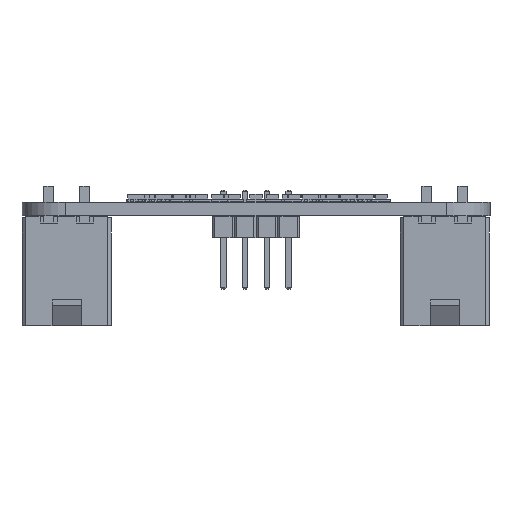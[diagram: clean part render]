
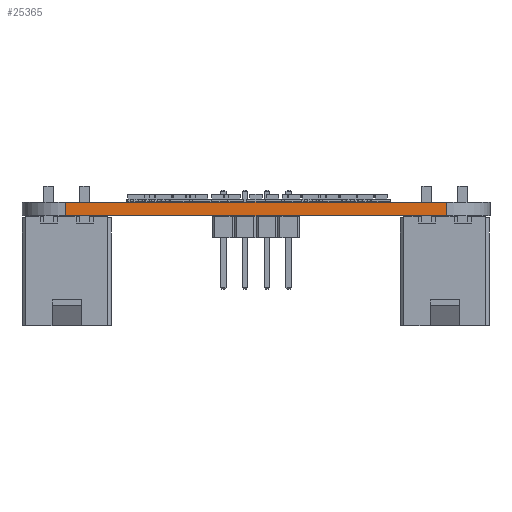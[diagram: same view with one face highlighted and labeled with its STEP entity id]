
A CAD part, front view. The second image highlights one B-rep face of the part: STEP entity #25365.
In plain terms, the highlighted planar face has unit normal (0, -1, 0).
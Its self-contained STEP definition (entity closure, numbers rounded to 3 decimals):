
#22800 = PLANE('',#22801);
#22801 = AXIS2_PLACEMENT_3D('',#22802,#22803,#22804);
#22802 = CARTESIAN_POINT('',(182.192,-123.02,1.6));
#22803 = DIRECTION('',(0.,0.,1.));
#22804 = DIRECTION('',(1.,0.,-0.));
#22855 = PLANE('',#22856);
#22856 = AXIS2_PLACEMENT_3D('',#22857,#22858,#22859);
#22857 = CARTESIAN_POINT('',(182.192,-123.02,0.));
#22858 = DIRECTION('',(0.,0.,1.));
#22859 = DIRECTION('',(1.,0.,-0.));
#22910 = CYLINDRICAL_SURFACE('',#22911,5.08);
#22911 = AXIS2_PLACEMENT_3D('',#22912,#22913,#22914);
#22912 = CARTESIAN_POINT('',(204.417,-133.83,0.));
#22913 = DIRECTION('',(-0.,-0.,-1.));
#22914 = DIRECTION('',(1.,0.,-0.));
#23192 = VERTEX_POINT('',#23193);
#23193 = CARTESIAN_POINT('',(159.967,-138.91,0.));
#23208 = CYLINDRICAL_SURFACE('',#23209,5.08);
#23209 = AXIS2_PLACEMENT_3D('',#23210,#23211,#23212);
#23210 = CARTESIAN_POINT('',(159.967,-133.83,0.));
#23211 = DIRECTION('',(-0.,-0.,-1.));
#23212 = DIRECTION('',(1.,0.,-0.));
#23220 = EDGE_CURVE('',#23221,#23192,#23223,.T.);
#23221 = VERTEX_POINT('',#23222);
#23222 = CARTESIAN_POINT('',(204.417,-138.91,0.));
#23223 = SURFACE_CURVE('',#23224,(#23228,#23235),.PCURVE_S1.);
#23224 = LINE('',#23225,#23226);
#23225 = CARTESIAN_POINT('',(204.417,-138.91,0.));
#23226 = VECTOR('',#23227,1.);
#23227 = DIRECTION('',(-1.,0.,0.));
#23228 = PCURVE('',#22855,#23229);
#23229 = DEFINITIONAL_REPRESENTATION('',(#23230),#23234);
#23230 = LINE('',#23231,#23232);
#23231 = CARTESIAN_POINT('',(22.225,-15.89));
#23232 = VECTOR('',#23233,1.);
#23233 = DIRECTION('',(-1.,0.));
#23234 = ( GEOMETRIC_REPRESENTATION_CONTEXT(2) 
PARAMETRIC_REPRESENTATION_CONTEXT() REPRESENTATION_CONTEXT('2D SPACE',''
  ) );
#23235 = PCURVE('',#23236,#23241);
#23236 = PLANE('',#23237);
#23237 = AXIS2_PLACEMENT_3D('',#23238,#23239,#23240);
#23238 = CARTESIAN_POINT('',(204.417,-138.91,0.));
#23239 = DIRECTION('',(0.,-1.,0.));
#23240 = DIRECTION('',(-1.,0.,0.));
#23241 = DEFINITIONAL_REPRESENTATION('',(#23242),#23246);
#23242 = LINE('',#23243,#23244);
#23243 = CARTESIAN_POINT('',(0.,0.));
#23244 = VECTOR('',#23245,1.);
#23245 = DIRECTION('',(1.,0.));
#23246 = ( GEOMETRIC_REPRESENTATION_CONTEXT(2) 
PARAMETRIC_REPRESENTATION_CONTEXT() REPRESENTATION_CONTEXT('2D SPACE',''
  ) );
#24411 = VERTEX_POINT('',#24412);
#24412 = CARTESIAN_POINT('',(159.967,-138.91,1.6));
#24434 = EDGE_CURVE('',#24435,#24411,#24437,.T.);
#24435 = VERTEX_POINT('',#24436);
#24436 = CARTESIAN_POINT('',(204.417,-138.91,1.6));
#24437 = SURFACE_CURVE('',#24438,(#24442,#24449),.PCURVE_S1.);
#24438 = LINE('',#24439,#24440);
#24439 = CARTESIAN_POINT('',(204.417,-138.91,1.6));
#24440 = VECTOR('',#24441,1.);
#24441 = DIRECTION('',(-1.,0.,0.));
#24442 = PCURVE('',#22800,#24443);
#24443 = DEFINITIONAL_REPRESENTATION('',(#24444),#24448);
#24444 = LINE('',#24445,#24446);
#24445 = CARTESIAN_POINT('',(22.225,-15.89));
#24446 = VECTOR('',#24447,1.);
#24447 = DIRECTION('',(-1.,0.));
#24448 = ( GEOMETRIC_REPRESENTATION_CONTEXT(2) 
PARAMETRIC_REPRESENTATION_CONTEXT() REPRESENTATION_CONTEXT('2D SPACE',''
  ) );
#24449 = PCURVE('',#23236,#24450);
#24450 = DEFINITIONAL_REPRESENTATION('',(#24451),#24455);
#24451 = LINE('',#24452,#24453);
#24452 = CARTESIAN_POINT('',(0.,-1.6));
#24453 = VECTOR('',#24454,1.);
#24454 = DIRECTION('',(1.,0.));
#24455 = ( GEOMETRIC_REPRESENTATION_CONTEXT(2) 
PARAMETRIC_REPRESENTATION_CONTEXT() REPRESENTATION_CONTEXT('2D SPACE',''
  ) );
#25315 = EDGE_CURVE('',#23221,#24435,#25316,.T.);
#25316 = SURFACE_CURVE('',#25317,(#25321,#25328),.PCURVE_S1.);
#25317 = LINE('',#25318,#25319);
#25318 = CARTESIAN_POINT('',(204.417,-138.91,0.));
#25319 = VECTOR('',#25320,1.);
#25320 = DIRECTION('',(0.,0.,1.));
#25321 = PCURVE('',#22910,#25322);
#25322 = DEFINITIONAL_REPRESENTATION('',(#25323),#25327);
#25323 = LINE('',#25324,#25325);
#25324 = CARTESIAN_POINT('',(-4.712,0.));
#25325 = VECTOR('',#25326,1.);
#25326 = DIRECTION('',(-0.,-1.));
#25327 = ( GEOMETRIC_REPRESENTATION_CONTEXT(2) 
PARAMETRIC_REPRESENTATION_CONTEXT() REPRESENTATION_CONTEXT('2D SPACE',''
  ) );
#25328 = PCURVE('',#23236,#25329);
#25329 = DEFINITIONAL_REPRESENTATION('',(#25330),#25334);
#25330 = LINE('',#25331,#25332);
#25331 = CARTESIAN_POINT('',(0.,0.));
#25332 = VECTOR('',#25333,1.);
#25333 = DIRECTION('',(0.,-1.));
#25334 = ( GEOMETRIC_REPRESENTATION_CONTEXT(2) 
PARAMETRIC_REPRESENTATION_CONTEXT() REPRESENTATION_CONTEXT('2D SPACE',''
  ) );
#25365 = ADVANCED_FACE('',(#25366),#23236,.T.);
#25366 = FACE_BOUND('',#25367,.T.);
#25367 = EDGE_LOOP('',(#25368,#25369,#25370,#25391));
#25368 = ORIENTED_EDGE('',*,*,#25315,.T.);
#25369 = ORIENTED_EDGE('',*,*,#24434,.T.);
#25370 = ORIENTED_EDGE('',*,*,#25371,.F.);
#25371 = EDGE_CURVE('',#23192,#24411,#25372,.T.);
#25372 = SURFACE_CURVE('',#25373,(#25377,#25384),.PCURVE_S1.);
#25373 = LINE('',#25374,#25375);
#25374 = CARTESIAN_POINT('',(159.967,-138.91,0.));
#25375 = VECTOR('',#25376,1.);
#25376 = DIRECTION('',(0.,0.,1.));
#25377 = PCURVE('',#23236,#25378);
#25378 = DEFINITIONAL_REPRESENTATION('',(#25379),#25383);
#25379 = LINE('',#25380,#25381);
#25380 = CARTESIAN_POINT('',(44.45,0.));
#25381 = VECTOR('',#25382,1.);
#25382 = DIRECTION('',(0.,-1.));
#25383 = ( GEOMETRIC_REPRESENTATION_CONTEXT(2) 
PARAMETRIC_REPRESENTATION_CONTEXT() REPRESENTATION_CONTEXT('2D SPACE',''
  ) );
#25384 = PCURVE('',#23208,#25385);
#25385 = DEFINITIONAL_REPRESENTATION('',(#25386),#25390);
#25386 = LINE('',#25387,#25388);
#25387 = CARTESIAN_POINT('',(-4.712,0.));
#25388 = VECTOR('',#25389,1.);
#25389 = DIRECTION('',(-0.,-1.));
#25390 = ( GEOMETRIC_REPRESENTATION_CONTEXT(2) 
PARAMETRIC_REPRESENTATION_CONTEXT() REPRESENTATION_CONTEXT('2D SPACE',''
  ) );
#25391 = ORIENTED_EDGE('',*,*,#23220,.F.);
